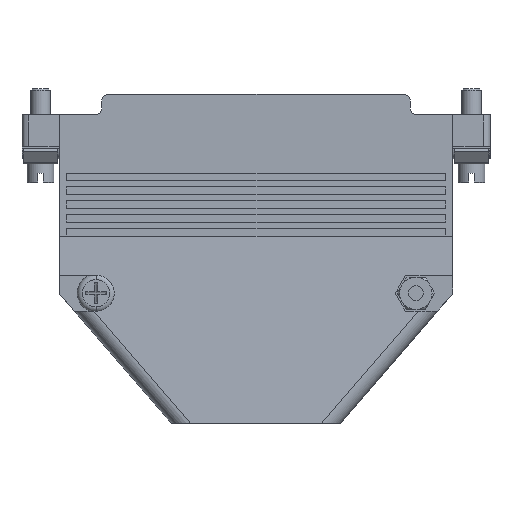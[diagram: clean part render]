
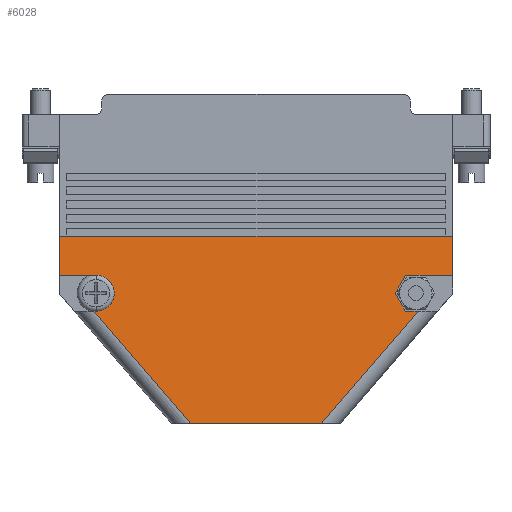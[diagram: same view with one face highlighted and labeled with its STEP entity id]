
A CAD part, left-side view. The second image highlights one B-rep face of the part: STEP entity #6028.
In plain terms, the highlighted face is planar.
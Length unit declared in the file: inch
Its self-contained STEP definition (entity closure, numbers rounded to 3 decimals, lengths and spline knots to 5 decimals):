
#2440 = CARTESIAN_POINT ( 'NONE',  ( 0.34071, 1.1425, -0.22798 ) ) ;
#2441 = DIRECTION ( 'NONE',  ( 0.086, 0., -0.996 ) ) ;
#2442 = VECTOR ( 'NONE', #2441, 39.37008 ) ;
#2443 = CARTESIAN_POINT ( 'NONE',  ( 0.321, 1.1425, 0. ) ) ;
#2444 = LINE ( 'NONE', #2443, #2442 ) ;
#2445 = CARTESIAN_POINT ( 'NONE',  ( 0.321, 1.1425, 0. ) ) ;
#2603 = CARTESIAN_POINT ( 'NONE',  ( 0.415, -0.37831, -1.087 ) ) ;
#2604 = CARTESIAN_POINT ( 'NONE',  ( 0.415, 0.37831, -1.087 ) ) ;
#2663 = CARTESIAN_POINT ( 'NONE',  ( 0.321, 1.0975, 0. ) ) ;
#2698 = DIRECTION ( 'NONE',  ( 0., -1., 0. ) ) ;
#2699 = VECTOR ( 'NONE', #2698, 39.37008 ) ;
#2700 = CARTESIAN_POINT ( 'NONE',  ( 0.415, 1.1425, -1.087 ) ) ;
#2701 = LINE ( 'NONE', #2700, #2699 ) ;
#2817 = DIRECTION ( 'NONE',  ( 0., -1., 0. ) ) ;
#2818 = VECTOR ( 'NONE', #2817, 39.37008 ) ;
#2819 = CARTESIAN_POINT ( 'NONE',  ( 0.321, 1.1425, 0. ) ) ;
#2820 = LINE ( 'NONE', #2819, #2818 ) ;
#2821 = CARTESIAN_POINT ( 'NONE',  ( 0.321, -1.1425, 0. ) ) ;
#2862 = DIRECTION ( 'NONE',  ( 0., -1., 0. ) ) ;
#2863 = VECTOR ( 'NONE', #2862, 39.37008 ) ;
#2864 = CARTESIAN_POINT ( 'NONE',  ( 0.321, 1.1425, 0. ) ) ;
#2865 = LINE ( 'NONE', #2864, #2863 ) ;
#2982 = CARTESIAN_POINT ( 'NONE',  ( 0.35871, 0.86749, -0.43602 ) ) ;
#2983 = DIRECTION ( 'NONE',  ( 0., -1., 0. ) ) ;
#2984 = VECTOR ( 'NONE', #2983, 39.37008 ) ;
#2985 = CARTESIAN_POINT ( 'NONE',  ( 0.3587, 1.14264, -0.43593 ) ) ;
#2986 = LINE ( 'NONE', #2985, #2984 ) ;
#2990 = DIRECTION ( 'NONE',  ( 0.065, 0.652, -0.755 ) ) ;
#2991 = VECTOR ( 'NONE', #2990, 39.37008 ) ;
#2992 = CARTESIAN_POINT ( 'NONE',  ( 0.42581, -0.27032, -1.21195 ) ) ;
#3021 = CARTESIAN_POINT ( 'NONE',  ( 0.3587, 0.94093, -0.436 ) ) ;
#3023 = CARTESIAN_POINT ( 'NONE',  ( 0.34971, 0.80741, -0.33204 ) ) ;
#3024 = DIRECTION ( 'NONE',  ( -0.075, -0.499, 0.863 ) ) ;
#3025 = VECTOR ( 'NONE', #3024, 39.37008 ) ;
#3026 = CARTESIAN_POINT ( 'NONE',  ( 0.34063, 0.74671, -0.22698 ) ) ;
#3027 = LINE ( 'NONE', #3026, #3025 ) ;
#3049 = LINE ( 'NONE', #2992, #2991 ) ;
#3061 = CARTESIAN_POINT ( 'NONE',  ( 0.34063, -0.9275, -0.227 ) ) ;
#3062 = DIRECTION ( 'NONE',  ( 0., 1., 0. ) ) ;
#3063 = VECTOR ( 'NONE', #3062, 39.37008 ) ;
#3064 = CARTESIAN_POINT ( 'NONE',  ( 0.34063, 1.1425, -0.227 ) ) ;
#3065 = LINE ( 'NONE', #3064, #3063 ) ;
#3070 = DIRECTION ( 'NONE',  ( -0.065, 0.652, 0.755 ) ) ;
#3071 = VECTOR ( 'NONE', #3070, 39.37008 ) ;
#3072 = CARTESIAN_POINT ( 'NONE',  ( 0.32846, 1.24313, -0.08632 ) ) ;
#3073 = LINE ( 'NONE', #3072, #3071 ) ;
#3080 = CARTESIAN_POINT ( 'NONE',  ( 0.35879, -0.9275, -0.437 ) ) ;
#3081 = CARTESIAN_POINT ( 'NONE',  ( 0.35879, -0.7175, -0.437 ) ) ;
#3082 = CARTESIAN_POINT ( 'NONE',  ( 0.34063, -0.7175, -0.227 ) ) ;
#3098 = CARTESIAN_POINT ( 'NONE',  ( 0.34063, -0.9275, -0.227 ) ) ;
#3099 =( BOUNDED_CURVE ( )  B_SPLINE_CURVE ( 3, ( #3098, #3082, #3081, #3080 ),
 .UNSPECIFIED., .F., .T. ) 
 B_SPLINE_CURVE_WITH_KNOTS ( ( 4, 4 ),
 ( 3.14159, 6.28319 ),
 .UNSPECIFIED. ) 
 CURVE ( )  GEOMETRIC_REPRESENTATION_ITEM ( )  RATIONAL_B_SPLINE_CURVE ( ( 1., 0.333, 0.333, 1. ) ) 
 REPRESENTATION_ITEM ( '' )  );
#3120 = DIRECTION ( 'NONE',  ( 0., 1., 0. ) ) ;
#3121 = VECTOR ( 'NONE', #3120, 39.37008 ) ;
#3122 = CARTESIAN_POINT ( 'NONE',  ( 0.321, 1.0975, 0. ) ) ;
#3123 = LINE ( 'NONE', #3122, #3121 ) ;
#3124 = DIRECTION ( 'NONE',  ( 0., 1., 0. ) ) ;
#3125 = VECTOR ( 'NONE', #3124, 39.37008 ) ;
#3126 = CARTESIAN_POINT ( 'NONE',  ( 0.34071, 1.1425, -0.22798 ) ) ;
#3127 = LINE ( 'NONE', #3126, #3125 ) ;
#3169 = VECTOR ( 'NONE', #3234, 39.37008 ) ;
#3191 = LINE ( 'NONE', #3305, #3304 ) ;
#3234 = DIRECTION ( 'NONE',  ( 0.086, 0., -0.996 ) ) ;
#3235 = CARTESIAN_POINT ( 'NONE',  ( 0.321, -1.1425, 0. ) ) ;
#3236 = LINE ( 'NONE', #3235, #3169 ) ;
#3297 = CARTESIAN_POINT ( 'NONE',  ( 0.34071, 0.98751, -0.22798 ) ) ;
#3298 = DIRECTION ( 'NONE',  ( 0., 1., 0. ) ) ;
#3299 = VECTOR ( 'NONE', #3298, 39.37008 ) ;
#3300 = CARTESIAN_POINT ( 'NONE',  ( 0.34071, 1.14257, -0.22793 ) ) ;
#3301 = LINE ( 'NONE', #3300, #3299 ) ;
#3302 = CARTESIAN_POINT ( 'NONE',  ( 0.34072, 0.86742, -0.22802 ) ) ;
#3303 = DIRECTION ( 'NONE',  ( -0.075, 0.498, 0.864 ) ) ;
#3304 = VECTOR ( 'NONE', #3303, 39.37008 ) ;
#3305 = CARTESIAN_POINT ( 'NONE',  ( 0.31566, 1.03461, 0.06178 ) ) ;
#3361 = CARTESIAN_POINT ( 'NONE',  ( 0.321, -1.0975, 0. ) ) ;
#3367 = CARTESIAN_POINT ( 'NONE',  ( 0.34063, -1.1425, -0.227 ) ) ;
#3469 = FACE_OUTER_BOUND ( 'NONE', #6029, .T. ) ;
#3475 = CARTESIAN_POINT ( 'NONE',  ( 0.35879, -0.94006, -0.437 ) ) ;
#3476 = CARTESIAN_POINT ( 'NONE',  ( 0.35879, -0.9275, -0.437 ) ) ;
#3477 = DIRECTION ( 'NONE',  ( -0.086, 0., 0.996 ) ) ;
#3478 = DIRECTION ( 'NONE',  ( -0.996, 0., -0.086 ) ) ;
#3479 = CARTESIAN_POINT ( 'NONE',  ( 0.321, 1.1425, 0. ) ) ;
#3480 = AXIS2_PLACEMENT_3D ( 'NONE', #3479, #3478, #3477 ) ;
#3481 = PLANE ( 'NONE',  #3480 ) ;
#3489 = DIRECTION ( 'NONE',  ( 0., -1., 0. ) ) ;
#3490 = VECTOR ( 'NONE', #3489, 39.37008 ) ;
#3491 = CARTESIAN_POINT ( 'NONE',  ( 0.35879, 1.1425, -0.437 ) ) ;
#3492 = LINE ( 'NONE', #3491, #3490 ) ;
#5448 = VERTEX_POINT ( 'NONE', #2445 ) ;
#5450 = EDGE_CURVE ( 'NONE', #5448, #5451, #2444, .T. ) ;
#5451 = VERTEX_POINT ( 'NONE', #2440 ) ;
#5523 = VERTEX_POINT ( 'NONE', #2663 ) ;
#5533 = VERTEX_POINT ( 'NONE', #2604 ) ;
#5534 = VERTEX_POINT ( 'NONE', #2603 ) ;
#5574 = EDGE_CURVE ( 'NONE', #5533, #5534, #2701, .T. ) ;
#5675 = EDGE_CURVE ( 'NONE', #5448, #5523, #2865, .T. ) ;
#5687 = VERTEX_POINT ( 'NONE', #2821 ) ;
#5689 = EDGE_CURVE ( 'NONE', #5952, #5687, #2820, .T. ) ;
#5737 = ORIENTED_EDGE ( 'NONE', *, *, #5738, .T. ) ;
#5738 = EDGE_CURVE ( 'NONE', #6033, #5534, #3049, .T. ) ;
#5739 = ORIENTED_EDGE ( 'NONE', *, *, #5574, .F. ) ;
#5740 = ORIENTED_EDGE ( 'NONE', *, *, #5741, .T. ) ;
#5741 = EDGE_CURVE ( 'NONE', #5533, #5742, #3073, .T. ) ;
#5742 = VERTEX_POINT ( 'NONE', #3021 ) ;
#5757 = ORIENTED_EDGE ( 'NONE', *, *, #5758, .T. ) ;
#5758 = EDGE_CURVE ( 'NONE', #5742, #5759, #2986, .T. ) ;
#5759 = VERTEX_POINT ( 'NONE', #2982 ) ;
#5760 = ORIENTED_EDGE ( 'NONE', *, *, #5761, .T. ) ;
#5761 = EDGE_CURVE ( 'NONE', #5759, #5762, #3027, .T. ) ;
#5762 = VERTEX_POINT ( 'NONE', #3023 ) ;
#5770 = ORIENTED_EDGE ( 'NONE', *, *, #5771, .T. ) ;
#5771 = EDGE_CURVE ( 'NONE', #5959, #5772, #3065, .T. ) ;
#5772 = VERTEX_POINT ( 'NONE', #3061 ) ;
#5773 = ORIENTED_EDGE ( 'NONE', *, *, #5774, .T. ) ;
#5774 = EDGE_CURVE ( 'NONE', #5772, #6032, #3099, .T. ) ;
#5851 = ORIENTED_EDGE ( 'NONE', *, *, #5852, .T. ) ;
#5852 = EDGE_CURVE ( 'NONE', #5762, #5853, #3191, .T. ) ;
#5853 = VERTEX_POINT ( 'NONE', #3302 ) ;
#5854 = ORIENTED_EDGE ( 'NONE', *, *, #5855, .T. ) ;
#5855 = EDGE_CURVE ( 'NONE', #5853, #5856, #3301, .T. ) ;
#5856 = VERTEX_POINT ( 'NONE', #3297 ) ;
#5857 = ORIENTED_EDGE ( 'NONE', *, *, #5858, .T. ) ;
#5858 = EDGE_CURVE ( 'NONE', #5856, #5451, #3127, .T. ) ;
#5859 = ORIENTED_EDGE ( 'NONE', *, *, #5450, .F. ) ;
#5860 = ORIENTED_EDGE ( 'NONE', *, *, #5675, .T. ) ;
#5861 = ORIENTED_EDGE ( 'NONE', *, *, #5862, .F. ) ;
#5862 = EDGE_CURVE ( 'NONE', #5952, #5523, #3123, .T. ) ;
#5863 = ORIENTED_EDGE ( 'NONE', *, *, #5689, .T. ) ;
#5864 = ORIENTED_EDGE ( 'NONE', *, *, #5900, .T. ) ;
#5900 = EDGE_CURVE ( 'NONE', #5687, #5959, #3236, .T. ) ;
#5952 = VERTEX_POINT ( 'NONE', #3361 ) ;
#5959 = VERTEX_POINT ( 'NONE', #3367 ) ;
#6028 = ADVANCED_FACE ( 'NONE', ( #3469 ), #3481, .F. ) ;
#6029 = EDGE_LOOP ( 'NONE', ( #6030, #5737, #5739, #5740, #5757, #5760, #5851, #5854, #5857, #5859, #5860, #5861, #5863, #5864, #5770, #5773 ) ) ;
#6030 = ORIENTED_EDGE ( 'NONE', *, *, #6031, .T. ) ;
#6031 = EDGE_CURVE ( 'NONE', #6032, #6033, #3492, .T. ) ;
#6032 = VERTEX_POINT ( 'NONE', #3476 ) ;
#6033 = VERTEX_POINT ( 'NONE', #3475 ) ;
